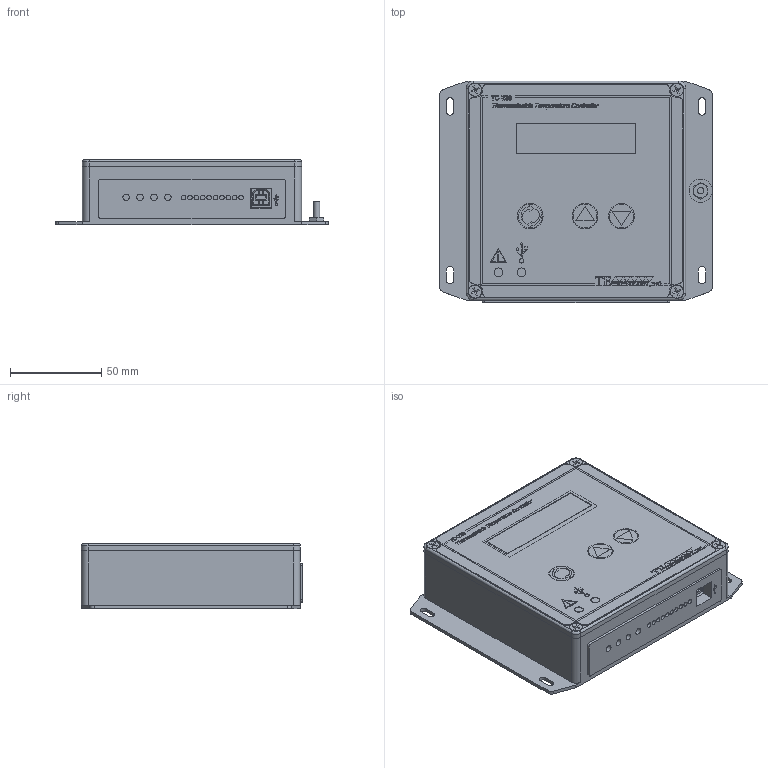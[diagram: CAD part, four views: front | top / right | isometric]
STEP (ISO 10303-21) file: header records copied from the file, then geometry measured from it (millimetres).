
FILE_DESCRIPTION(/* description */ ('Alibre Inc.'),/* implementation_level */ '2;1');
FILE_NAME(/* name */ 'export-8A4C801F-FB78-4DF3-A968-E27D44A1A34C',/* time_stamp */ '2022-01-18T15:32:27-05:00',/* author */ (''),/* organization */ (''),/* preprocessor_version */ 'ST-DEVELOPER v17',/* originating_system */ 'Alibre',/* authorisation */ '');
FILE_SCHEMA (('AUTOMOTIVE_DESIGN'));
Length unit declared in the file: inch
Products named in the file (20): ID_1
Bounding box: 149.12 x 121.39 x 36.09 mm (x, y, z)
Volume: 170508 mm3; surface area: 156103.8 mm2
Topology: 87 solids, 87 shells, 2387 faces, 6135 edges, 4021 vertices
Faces by surface type: plane 1476, bspline 438, cylinder 415, cone 50, torus 6, sphere 2
Full cylindrical faces by diameter (mm): 0.342 x1, 2.072 x4, 2.083 x10, 2.54 x10, 2.642 x5, 3.505 x5, 3.556 x4, 3.81 x4, 3.988 x4, 4.775 x2, 4.826 x2, 12.7 x1, 12.954 x3, 13.97 x3
Entity records: 53692 total; most frequent: CARTESIAN_POINT 15516, ORIENTED_EDGE 8628, DIRECTION 5435, EDGE_CURVE 4313, VECTOR 2918, LINE 2918, VERTEX_POINT 2877, EDGE_LOOP 1874
